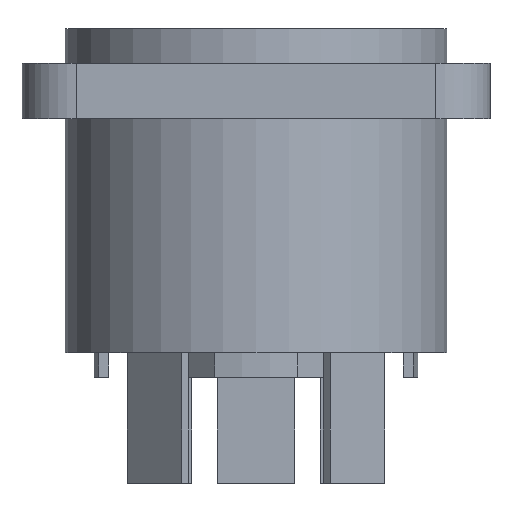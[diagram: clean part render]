
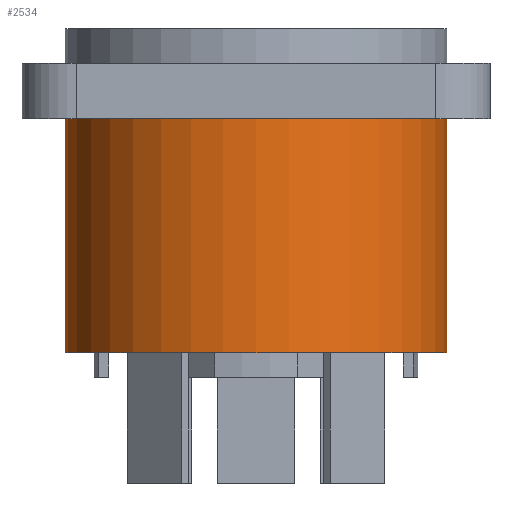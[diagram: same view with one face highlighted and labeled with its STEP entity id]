
A CAD part, left-side view. The second image highlights one B-rep face of the part: STEP entity #2534.
In plain terms, the highlighted cylindrical face has radius 15.5 mm (diameter 31 mm), a partial arc.
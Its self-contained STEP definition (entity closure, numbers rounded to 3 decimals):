
#501=CARTESIAN_POINT('',(0.,0.,0.));
#502=DIRECTION('',(0.,0.,1.));
#503=DIRECTION('',(0.,1.,0.));
#504=AXIS2_PLACEMENT_3D('',#501,#502,#503);
#587=DIRECTION('',(0.,0.,1.));
#588=VECTOR('',#587,19.);
#589=CARTESIAN_POINT('',(0.,15.5,-19.));
#590=LINE('',#589,#588);
#591=DIRECTION('',(0.,0.,1.));
#592=VECTOR('',#591,19.);
#593=CARTESIAN_POINT('',(0.,-15.5,-19.));
#594=LINE('',#593,#592);
#595=CARTESIAN_POINT('',(0.,0.,-19.));
#596=DIRECTION('',(0.,0.,1.));
#597=DIRECTION('',(0.,1.,0.));
#598=AXIS2_PLACEMENT_3D('',#595,#596,#597);
#1676=CARTESIAN_POINT('',(0.,15.5,-19.));
#1677=CARTESIAN_POINT('',(0.,15.5,0.));
#1678=VERTEX_POINT('',#1676);
#1679=VERTEX_POINT('',#1677);
#1692=CARTESIAN_POINT('',(0.,-15.5,-19.));
#1693=CARTESIAN_POINT('',(0.,-15.5,0.));
#1694=VERTEX_POINT('',#1692);
#1695=VERTEX_POINT('',#1693);
#2522=CARTESIAN_POINT('',(0.,0.,8.615));
#2523=DIRECTION('',(0.,0.,-1.));
#2524=DIRECTION('',(0.,-1.,0.));
#2525=AXIS2_PLACEMENT_3D('',#2522,#2523,#2524);
#2526=CYLINDRICAL_SURFACE('',#2525,15.5);
#2527=ORIENTED_EDGE('',*,*,#2512,.T.);
#2528=ORIENTED_EDGE('',*,*,#2478,.T.);
#2529=ORIENTED_EDGE('',*,*,#2516,.F.);
#2531=ORIENTED_EDGE('',*,*,#2530,.F.);
#2532=EDGE_LOOP('',(#2527,#2528,#2529,#2531));
#2533=FACE_OUTER_BOUND('',#2532,.F.);
#505=CIRCLE('',#504,15.5);
#599=CIRCLE('',#598,15.5);
#2478=EDGE_CURVE('',#1679,#1695,#505,.T.);
#2512=EDGE_CURVE('',#1678,#1679,#590,.T.);
#2516=EDGE_CURVE('',#1694,#1695,#594,.T.);
#2530=EDGE_CURVE('',#1678,#1694,#599,.T.);
#2534=ADVANCED_FACE('',(#2533),#2526,.T.);
